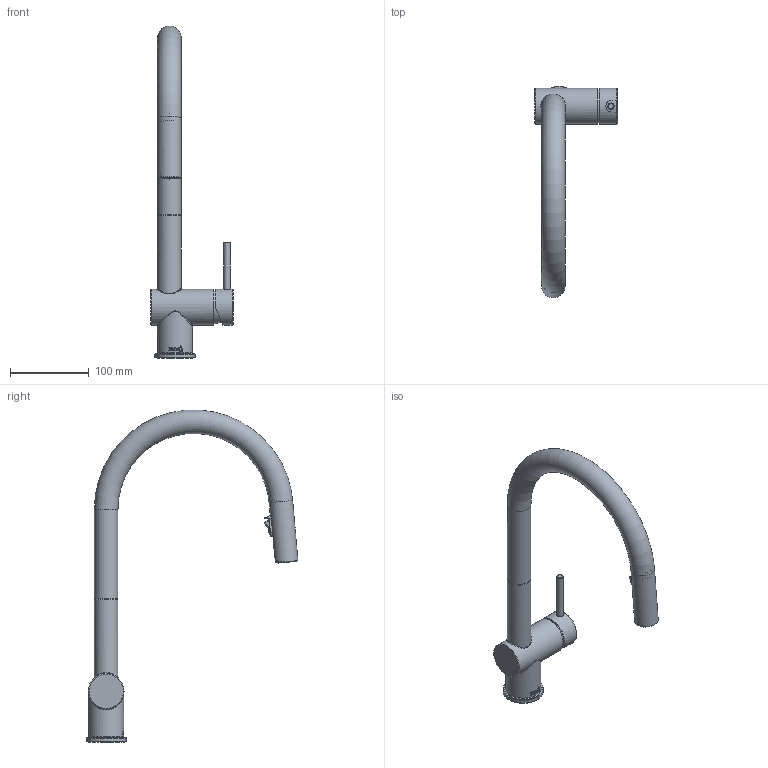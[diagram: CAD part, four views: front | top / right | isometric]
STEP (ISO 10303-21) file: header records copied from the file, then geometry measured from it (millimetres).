
FILE_DESCRIPTION(/* description */ (''),/* implementation_level */ '2;1');
FILE_NAME(/* name */ 'AZ201 3D.stp',/* time_stamp */ '2018-11-28T11:32:37-05:00',/* author */ ('cjulien'),/* organization */ (''),/* preprocessor_version */ 'ST-DEVELOPER v16.13',/* originating_system */ 'Autodesk Inventor 2018',/* authorisation */ '');
FILE_SCHEMA (('AUTOMOTIVE_DESIGN { 1 0 10303 214 3 1 1 }'));
Length unit declared in the file: millimetre
Products named in the file (1): AZ201
Bounding box: 104.49 x 269.15 x 421.85 mm (x, y, z)
Volume: 246544 mm3; surface area: 208978.4 mm2
Topology: 5 solids, 6 shells, 3714 faces, 9619 edges, 5895 vertices
Faces by surface type: cylinder 1043, bspline 966, plane 866, torus 490, cone 178, sphere 171
Full cylindrical faces by diameter (mm): 2.2 x18, 3 x2, 3.7 x1, 4 x1, 4.5 x2, 4.775 x1, 6.2 x3, 6.647 x1, 8 x1, 9.1 x1, 13.5 x1, 14 x2, 14.9 x1, 15 x1, 17 x1, 18.914 x1, 19.04 x1, 19.431 x1, 20 x1, 20.99 x1, 21.666 x2, 22.149 x1, 22.9 x1, 24 x9, 24.4 x1, 25.019 x2, 25.73 x1, 26.187 x1, 27 x1, 27.305 x1
Entity records: 229042 total; most frequent: CARTESIAN_POINT 142191, ORIENTED_EDGE 18502, DIRECTION 16580, EDGE_CURVE 9251, AXIS2_PLACEMENT_3D 6802, VERTEX_POINT 5788, EDGE_LOOP 4050, FACE_OUTER_BOUND 3697
